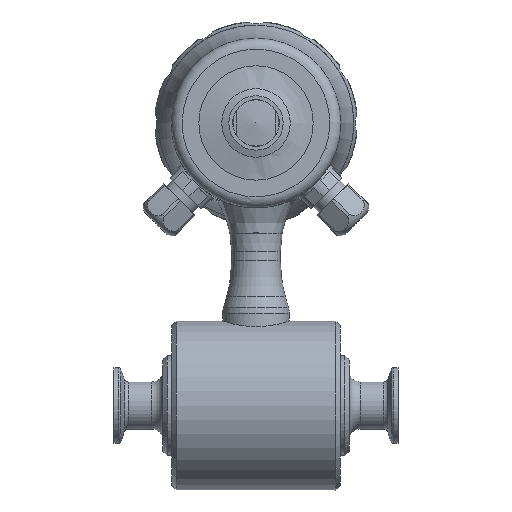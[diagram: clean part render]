
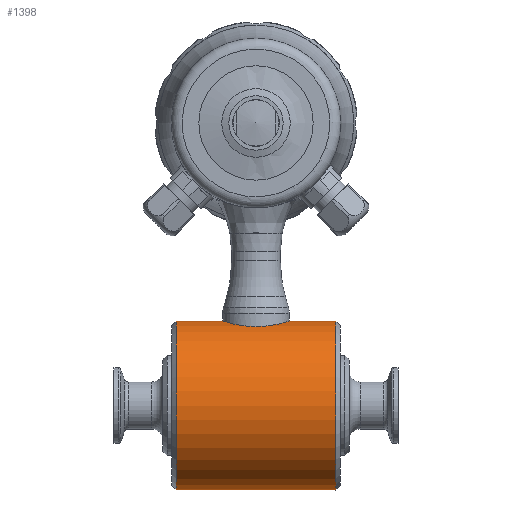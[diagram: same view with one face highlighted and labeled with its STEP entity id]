
A CAD part, left-side view. The second image highlights one B-rep face of the part: STEP entity #1398.
In plain terms, the highlighted cylindrical face has radius 38.05 mm (diameter 76.1 mm), a full revolution.
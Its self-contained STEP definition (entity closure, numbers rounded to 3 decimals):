
#1398 = ADVANCED_FACE( 'NONE', ( #2978, #2979, #2980, #2981 ), #2982, .T. );
#2978 = FACE_BOUND( '', #5297, .T. );
#2979 = FACE_BOUND( '', #5298, .T. );
#2980 = FACE_OUTER_BOUND( '', #5299, .T. );
#2981 = FACE_OUTER_BOUND( '', #5300, .T. );
#2982 = CYLINDRICAL_SURFACE( '', #5301, 38.05 );
#5297 = EDGE_LOOP( '', ( #9557, #9558, #9559, #9560, #9561, #9562 ) );
#5298 = EDGE_LOOP( '', ( #9563, #9564 ) );
#5299 = EDGE_LOOP( '', ( #9565 ) );
#5300 = EDGE_LOOP( '', ( #9566 ) );
#5301 = AXIS2_PLACEMENT_3D( '', #9567, #9568, #9569 );
#9557 = ORIENTED_EDGE( '', *, *, #11326, .F. );
#9558 = ORIENTED_EDGE( '', *, *, #10832, .F. );
#9559 = ORIENTED_EDGE( '', *, *, #12151, .F. );
#9560 = ORIENTED_EDGE( '', *, *, #12110, .F. );
#9561 = ORIENTED_EDGE( '', *, *, #11176, .F. );
#9562 = ORIENTED_EDGE( '', *, *, #12152, .F. );
#9563 = ORIENTED_EDGE( '', *, *, #12153, .F. );
#9564 = ORIENTED_EDGE( '', *, *, #12154, .T. );
#9565 = ORIENTED_EDGE( '', *, *, #12155, .T. );
#9566 = ORIENTED_EDGE( '', *, *, #11737, .T. );
#9567 = CARTESIAN_POINT( '', ( 0., 36., 0. ) );
#9568 = DIRECTION( '', ( 0., 1., 0. ) );
#9569 = DIRECTION( '', ( 0., 0., 1. ) );
#10832 = EDGE_CURVE( '', #12833, #12835, #12836, .T. );
#11176 = EDGE_CURVE( '', #13396, #13398, #13399, .T. );
#11326 = EDGE_CURVE( '', #12835, #13632, #13633, .F. );
#11737 = EDGE_CURVE( 'NONE', #14230, #14230, #14231, .T. );
#12110 = EDGE_CURVE( '', #13398, #14718, #14719, .F. );
#12151 = EDGE_CURVE( '', #14718, #12833, #14767, .T. );
#12152 = EDGE_CURVE( '', #13632, #13396, #14768, .T. );
#12153 = EDGE_CURVE( '', #14769, #14770, #14771, .F. );
#12154 = EDGE_CURVE( '', #14769, #14770, #14772, .T. );
#12155 = EDGE_CURVE( 'NONE', #14773, #14773, #14774, .T. );
#12833 = VERTEX_POINT( '', #16351 );
#12835 = VERTEX_POINT( '', #16364 );
#12836 = LINE( '', #16365, #16366 );
#13396 = VERTEX_POINT( '', #17592 );
#13398 = VERTEX_POINT( '', #17603 );
#13399 = LINE( '', #17604, #17605 );
#13632 = VERTEX_POINT( '', #18135 );
#13633 = LINE( '', #18136, #18137 );
#14230 = VERTEX_POINT( '', #19901 );
#14231 = CIRCLE( '', #19902, 38.05 );
#14718 = VERTEX_POINT( '', #21194 );
#14719 = LINE( '', #21195, #21196 );
#14767 = B_SPLINE_CURVE_WITH_KNOTS( '', 3, ( #21272, #21273, #21274, #21275, #21276, #21277, #21278, #21279, #21280, #21281, #21282, #21283 ), .UNSPECIFIED., .F., .F., ( 4, 1, 1, 1, 1, 1, 1, 1, 1, 4 ), ( 0., 0.1, 0.2, 0.3, 0.4, 0.499, 0.5, 0.666, 0.833, 1. ), .UNSPECIFIED. );
#14768 = B_SPLINE_CURVE_WITH_KNOTS( '', 3, ( #21284, #21285, #21286, #21287, #21288, #21289, #21290, #21291, #21292, #21293, #21294, #21295, #21296 ), .UNSPECIFIED., .F., .F., ( 4, 1, 1, 1, 1, 1, 1, 1, 1, 1, 4 ), ( 0., 0.1, 0.2, 0.3, 0.4, 0.5, 0.6, 0.7, 0.8, 0.9, 1. ), .UNSPECIFIED. );
#14769 = VERTEX_POINT( '', #21297 );
#14770 = VERTEX_POINT( '', #21298 );
#14771 = B_SPLINE_CURVE_WITH_KNOTS( '', 3, ( #21299, #21300, #21301, #21302, #21303, #21304, #21305, #21306, #21307, #21308, #21309, #21310, #21311, #21312, #21313, #21314 ), .UNSPECIFIED., .F., .F., ( 4, 3, 3, 3, 3, 4 ), ( 0., 0., 0., 0., 0., 0. ), .UNSPECIFIED. );
#14772 = B_SPLINE_CURVE_WITH_KNOTS( '', 3, ( #21315, #21316, #21317, #21318 ), .UNSPECIFIED., .F., .F., ( 4, 4 ), ( 0.375, 0.48 ), .UNSPECIFIED. );
#14773 = VERTEX_POINT( '', #21319 );
#14774 = CIRCLE( '', #21320, 38.05 );
#16351 = CARTESIAN_POINT( '', ( 1.786, -14.893, 38.008 ) );
#16364 = CARTESIAN_POINT( '', ( 1.786, 9.331, 38.008 ) );
#16365 = CARTESIAN_POINT( '', ( 1.786, -15., 38.008 ) );
#16366 = VECTOR( '', #22165, 1000. );
#17592 = CARTESIAN_POINT( '', ( -1.786, 14.893, 38.008 ) );
#17603 = CARTESIAN_POINT( '', ( -1.786, 9.331, 38.008 ) );
#17604 = CARTESIAN_POINT( '', ( -1.786, 0.036, 38.008 ) );
#17605 = VECTOR( '', #22518, 1000. );
#18135 = CARTESIAN_POINT( '', ( 1.786, 14.893, 38.008 ) );
#18136 = CARTESIAN_POINT( '', ( 1.786, 0.036, 38.008 ) );
#18137 = VECTOR( '', #22687, 1000. );
#19901 = CARTESIAN_POINT( '', ( 0., -36., -38.05 ) );
#19902 = AXIS2_PLACEMENT_3D( '', #23070, #23071, #23072 );
#21194 = CARTESIAN_POINT( '', ( -1.786, -14.893, 38.008 ) );
#21195 = CARTESIAN_POINT( '', ( -1.786, -15., 38.008 ) );
#21196 = VECTOR( '', #23496, 1000. );
#21272 = CARTESIAN_POINT( '', ( -1.786, -14.893, 38.008 ) );
#21273 = CARTESIAN_POINT( '', ( -1.667, -14.907, 38.013 ) );
#21274 = CARTESIAN_POINT( '', ( -1.43, -14.934, 38.024 ) );
#21275 = CARTESIAN_POINT( '', ( -1.073, -14.963, 38.035 ) );
#21276 = CARTESIAN_POINT( '', ( -0.716, -14.984, 38.044 ) );
#21277 = CARTESIAN_POINT( '', ( -0.359, -14.997, 38.049 ) );
#21278 = CARTESIAN_POINT( '', ( -0.12, -15., 38.05 ) );
#21279 = CARTESIAN_POINT( '', ( 0.198, -15., 38.05 ) );
#21280 = CARTESIAN_POINT( '', ( 0.596, -14.992, 38.047 ) );
#21281 = CARTESIAN_POINT( '', ( 1.192, -14.958, 38.033 ) );
#21282 = CARTESIAN_POINT( '', ( 1.588, -14.915, 38.016 ) );
#21283 = CARTESIAN_POINT( '', ( 1.786, -14.893, 38.008 ) );
#21284 = CARTESIAN_POINT( '', ( 1.786, 14.893, 38.008 ) );
#21285 = CARTESIAN_POINT( '', ( 1.667, 14.907, 38.013 ) );
#21286 = CARTESIAN_POINT( '', ( 1.43, 14.933, 38.024 ) );
#21287 = CARTESIAN_POINT( '', ( 1.073, 14.963, 38.035 ) );
#21288 = CARTESIAN_POINT( '', ( 0.716, 14.984, 38.044 ) );
#21289 = CARTESIAN_POINT( '', ( 0.358, 14.997, 38.049 ) );
#21290 = CARTESIAN_POINT( '', ( 0., 15.001, 38.05 ) );
#21291 = CARTESIAN_POINT( '', ( -0.358, 14.997, 38.049 ) );
#21292 = CARTESIAN_POINT( '', ( -0.716, 14.984, 38.044 ) );
#21293 = CARTESIAN_POINT( '', ( -1.073, 14.963, 38.035 ) );
#21294 = CARTESIAN_POINT( '', ( -1.43, 14.933, 38.024 ) );
#21295 = CARTESIAN_POINT( '', ( -1.667, 14.907, 38.013 ) );
#21296 = CARTESIAN_POINT( '', ( -1.786, 14.893, 38.008 ) );
#21297 = CARTESIAN_POINT( '', ( 12.316, -34.191, 36.002 ) );
#21298 = CARTESIAN_POINT( '', ( 12.007, -34.577, 36.106 ) );
#21299 = CARTESIAN_POINT( '', ( 12.007, -34.577, 36.106 ) );
#21300 = CARTESIAN_POINT( '', ( 12.046, -34.533, 36.093 ) );
#21301 = CARTESIAN_POINT( '', ( 12.086, -34.491, 36.079 ) );
#21302 = CARTESIAN_POINT( '', ( 12.124, -34.446, 36.067 ) );
#21303 = CARTESIAN_POINT( '', ( 12.13, -34.438, 36.065 ) );
#21304 = CARTESIAN_POINT( '', ( 12.136, -34.431, 36.063 ) );
#21305 = CARTESIAN_POINT( '', ( 12.142, -34.423, 36.061 ) );
#21306 = CARTESIAN_POINT( '', ( 12.167, -34.393, 36.052 ) );
#21307 = CARTESIAN_POINT( '', ( 12.191, -34.362, 36.044 ) );
#21308 = CARTESIAN_POINT( '', ( 12.215, -34.331, 36.036 ) );
#21309 = CARTESIAN_POINT( '', ( 12.239, -34.299, 36.028 ) );
#21310 = CARTESIAN_POINT( '', ( 12.262, -34.268, 36.02 ) );
#21311 = CARTESIAN_POINT( '', ( 12.285, -34.235, 36.012 ) );
#21312 = CARTESIAN_POINT( '', ( 12.295, -34.221, 36.009 ) );
#21313 = CARTESIAN_POINT( '', ( 12.306, -34.206, 36.005 ) );
#21314 = CARTESIAN_POINT( '', ( 12.316, -34.191, 36.002 ) );
#21315 = CARTESIAN_POINT( '', ( 12.316, -34.191, 36.002 ) );
#21316 = CARTESIAN_POINT( '', ( 12.223, -34.328, 36.033 ) );
#21317 = CARTESIAN_POINT( '', ( 12.12, -34.458, 36.068 ) );
#21318 = CARTESIAN_POINT( '', ( 12.007, -34.577, 36.106 ) );
#21319 = CARTESIAN_POINT( '', ( 0., 36., 38.05 ) );
#21320 = AXIS2_PLACEMENT_3D( '', #23526, #23527, #23528 );
#22165 = DIRECTION( '', ( 0., 1., 0. ) );
#22518 = DIRECTION( '', ( 0., -1., 0. ) );
#22687 = DIRECTION( '', ( 0., -1., 0. ) );
#23070 = CARTESIAN_POINT( '', ( 0., -36., 0. ) );
#23071 = DIRECTION( '', ( 0., 1., 0. ) );
#23072 = DIRECTION( '', ( 0., 0., -1. ) );
#23496 = DIRECTION( '', ( 0., 1., 0. ) );
#23526 = CARTESIAN_POINT( '', ( 0., 36., 0. ) );
#23527 = DIRECTION( '', ( 0., -1., 0. ) );
#23528 = DIRECTION( '', ( 0., 0., 1. ) );
